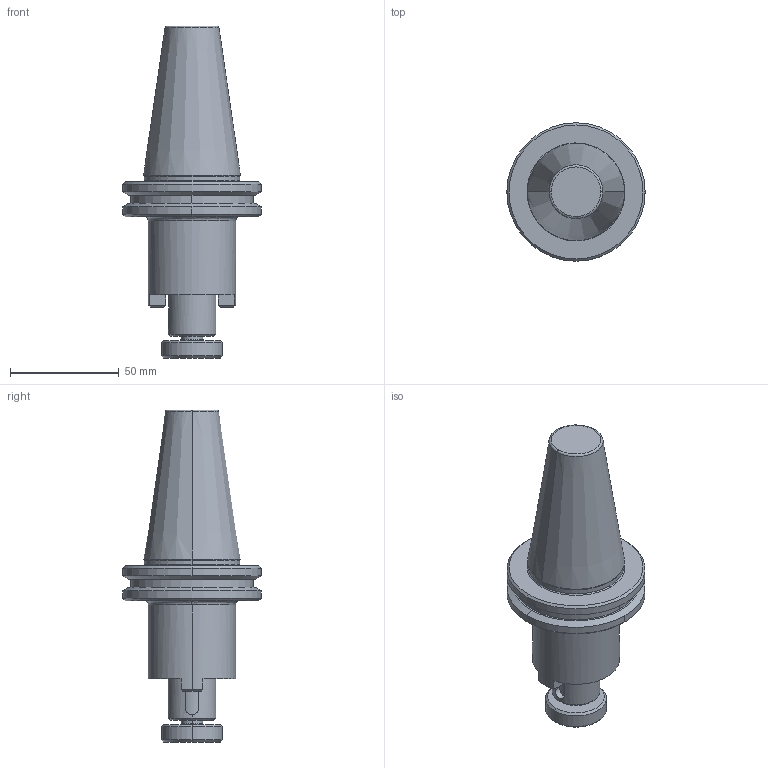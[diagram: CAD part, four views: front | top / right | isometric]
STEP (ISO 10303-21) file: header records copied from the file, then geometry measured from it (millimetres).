
FILE_DESCRIPTION (( 'STEP AP203' ), '1' );
FILE_NAME ('SK 40 CSMA22 055 AD-6.3G15000 SL SP.STEP', '2019-05-07T04:17:58', ( '' ), ( '' ), 'SwSTEP 2.0', 'SolidWorks 2014', '' );
FILE_SCHEMA (( 'CONFIG_CONTROL_DESIGN' ));
Length unit declared in the file: millimetre
Products named in the file (1): SK 40 CSMA22 055 AD-6.3G15000 SL SP
Bounding box: 63.5 x 63.5 x 152.4 mm (x, y, z)
Volume: 175082.3 mm3; surface area: 24798.8 mm2
Topology: 1 solids, 1 shells, 72 faces, 163 edges, 100 vertices
Faces by surface type: cone 23, plane 21, cylinder 20, bspline 8
Entity records: 2820 total; most frequent: CARTESIAN_POINT 1139, DIRECTION 351, ORIENTED_EDGE 326, EDGE_CURVE 163, AXIS2_PLACEMENT_3D 144, VERTEX_POINT 100, CIRCLE 79, EDGE_LOOP 79
